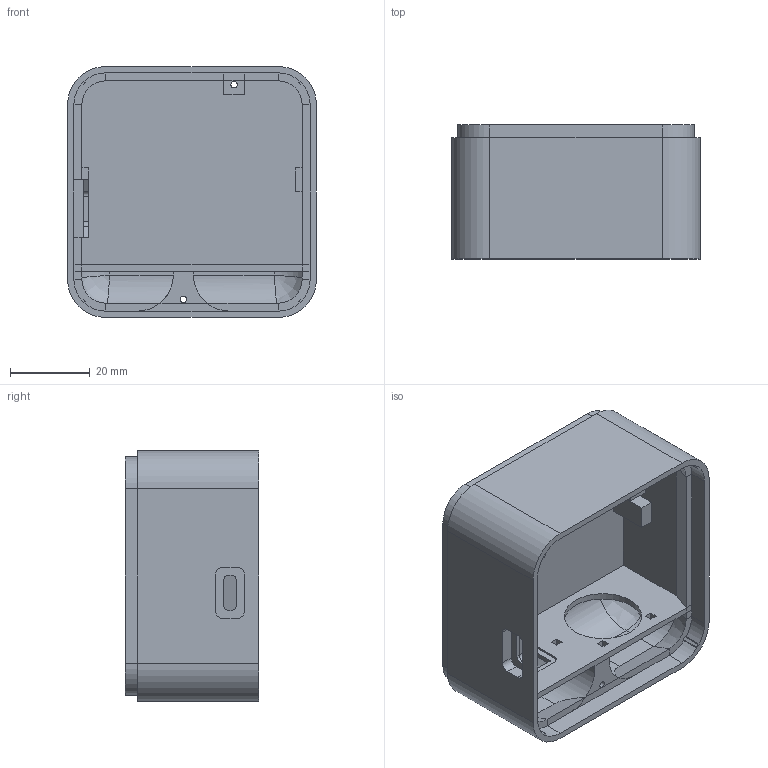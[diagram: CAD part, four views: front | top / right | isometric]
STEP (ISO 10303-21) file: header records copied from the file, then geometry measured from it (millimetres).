
FILE_DESCRIPTION(('FreeCAD Model'),'2;1');
FILE_NAME('Open CASCADE Shape Model','2024-02-12T20:27:15',(''),(''), 'Open CASCADE STEP processor 7.6','FreeCAD','Unknown');
FILE_SCHEMA(('AUTOMOTIVE_DESIGN { 1 0 10303 214 1 1 1 1 }'));
Length unit declared in the file: millimetre
Products named in the file (2): main_body; Body002
Assembly tree (1 placements, depth 2):
  main_body
    Body002
Bounding box: 62.5 x 33.62 x 63 mm (x, y, z)
Volume: 29420.7 mm3; surface area: 26079 mm2
Topology: 1 solids, 1 shells, 213 faces, 535 edges, 328 vertices
Faces by surface type: plane 150, cylinder 57, cone 4, bspline 2
Full cylindrical faces by diameter (mm): 1.6 x2, 3.5 x2, 19.5 x1
Entity records: 13632 total; most frequent: CARTESIAN_POINT 2734, DIRECTION 2075, LINE 1343, VECTOR 1343, ORIENTED_EDGE 1066, PCURVE 1066, DEFINITIONAL_REPRESENTATION 1066, EDGE_CURVE 533
